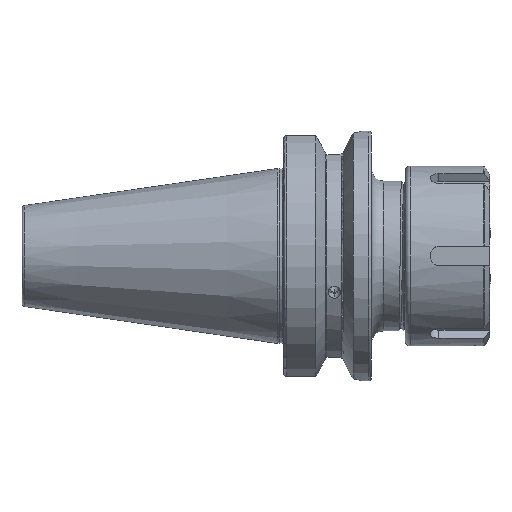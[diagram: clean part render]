
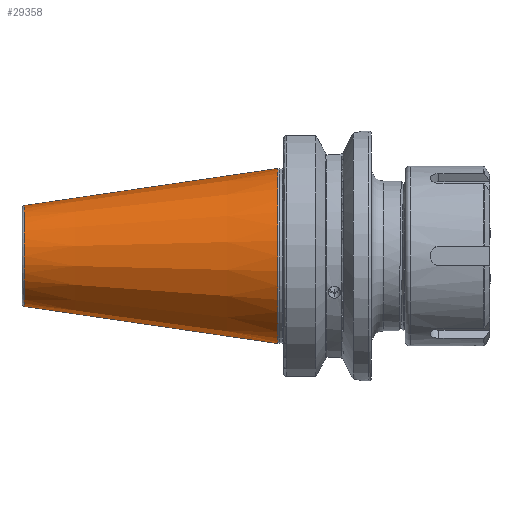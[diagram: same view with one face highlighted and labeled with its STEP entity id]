
A CAD part, front view. The second image highlights one B-rep face of the part: STEP entity #29358.
In plain terms, the highlighted conical face has half-angle 8.297 degrees and reference radius 34.998 mm.
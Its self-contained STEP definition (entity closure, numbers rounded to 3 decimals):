
#69 = LINE ( 'NONE', #30754, #26276 ) ;
#958 = EDGE_CURVE ( 'NONE', #9271, #9282, #29946, .T. ) ;
#1046 = EDGE_CURVE ( 'NONE', #9275, #9280, #69, .T. ) ;
#2570 = AXIS2_PLACEMENT_3D ( 'NONE', #21293, #21258, #21284 ) ;
#3265 = CARTESIAN_POINT ( 'NONE',  ( -2.5, 0., 34.998 ) ) ;
#3277 = CARTESIAN_POINT ( 'NONE',  ( -103.944, 0., -20.204 ) ) ;
#3288 = CARTESIAN_POINT ( 'NONE',  ( -103.944, 0., 20.204 ) ) ;
#3304 = CARTESIAN_POINT ( 'NONE',  ( -2.5, 0., -34.998 ) ) ;
#5829 = EDGE_CURVE ( 'NONE', #9282, #9280, #9606, .T. ) ;
#5841 = EDGE_CURVE ( 'NONE', #9271, #9275, #9612, .T. ) ;
#9271 = VERTEX_POINT ( 'NONE', #3288 ) ;
#9275 = VERTEX_POINT ( 'NONE', #3277 ) ;
#9280 = VERTEX_POINT ( 'NONE', #3304 ) ;
#9282 = VERTEX_POINT ( 'NONE', #3265 ) ;
#9606 = CIRCLE ( 'NONE', #23195, 34.998 ) ;
#9612 = CIRCLE ( 'NONE', #2570, 20.204 ) ;
#11127 = FACE_OUTER_BOUND ( 'NONE', #28241, .T. ) ;
#11187 = CONICAL_SURFACE ( 'NONE', #23245, 34.998, 0.145 ) ;
#13534 = ORIENTED_EDGE ( 'NONE', *, *, #5841, .T. ) ;
#13559 = ORIENTED_EDGE ( 'NONE', *, *, #958, .F. ) ;
#13600 = ORIENTED_EDGE ( 'NONE', *, *, #5829, .F. ) ;
#13616 = ORIENTED_EDGE ( 'NONE', *, *, #1046, .T. ) ;
#15433 = CARTESIAN_POINT ( 'NONE',  ( -2.5, 0., 0. ) ) ;
#15435 = DIRECTION ( 'NONE',  ( 1., 0., 0. ) ) ;
#15440 = DIRECTION ( 'NONE',  ( 0., 0., -1. ) ) ;
#21258 = DIRECTION ( 'NONE',  ( 1., 0., 0. ) ) ;
#21284 = DIRECTION ( 'NONE',  ( 0., 0., -1. ) ) ;
#21293 = CARTESIAN_POINT ( 'NONE',  ( -103.944, 0., 0. ) ) ;
#22221 = DIRECTION ( 'NONE',  ( 0., 0., -1. ) ) ;
#22229 = DIRECTION ( 'NONE',  ( 1., 0., 0. ) ) ;
#22230 = CARTESIAN_POINT ( 'NONE',  ( -2.5, 0., 0. ) ) ;
#23195 = AXIS2_PLACEMENT_3D ( 'NONE', #22230, #22229, #22221 ) ;
#23245 = AXIS2_PLACEMENT_3D ( 'NONE', #15433, #15435, #15440 ) ;
#26276 = VECTOR ( 'NONE', #30736, 1000. ) ;
#27185 = CARTESIAN_POINT ( 'NONE',  ( -2.5, 0., 34.998 ) ) ;
#27206 = DIRECTION ( 'NONE',  ( 0.99, 0., 0.144 ) ) ;
#28241 = EDGE_LOOP ( 'NONE', ( #13559, #13534, #13616, #13600 ) ) ;
#29358 = ADVANCED_FACE ( 'NONE', ( #11127 ), #11187, .T. ) ;
#29946 = LINE ( 'NONE', #27185, #29947 ) ;
#29947 = VECTOR ( 'NONE', #27206, 1000. ) ;
#30736 = DIRECTION ( 'NONE',  ( 0.99, 0., -0.144 ) ) ;
#30754 = CARTESIAN_POINT ( 'NONE',  ( -2.5, 0., -34.998 ) ) ;
